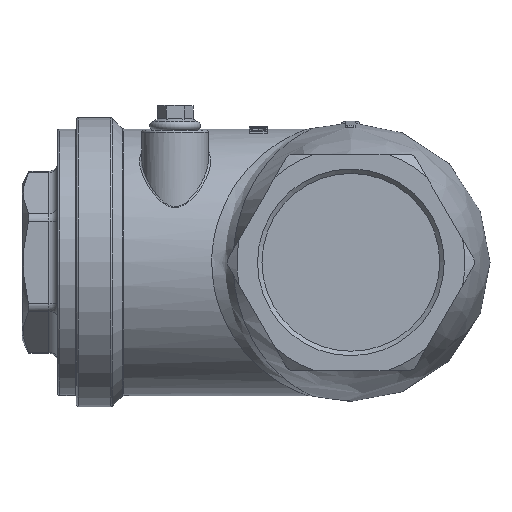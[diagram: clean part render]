
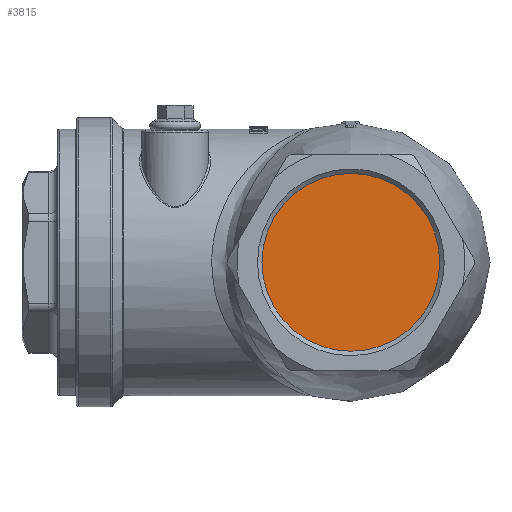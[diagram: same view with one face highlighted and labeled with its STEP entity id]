
A CAD part, left-side view. The second image highlights one B-rep face of the part: STEP entity #3815.
In plain terms, the highlighted planar face has unit normal (-1, 0, 0).
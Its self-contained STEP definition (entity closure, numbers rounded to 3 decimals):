
#256=PLANE('',#4223);
#481=FACE_OUTER_BOUND('',#710,.T.);
#710=EDGE_LOOP('',(#3268));
#853=CIRCLE('',#4180,20.);
#1706=VERTEX_POINT('',#7940);
#2204=EDGE_CURVE('',#1706,#1706,#853,.T.);
#3268=ORIENTED_EDGE('',*,*,#2204,.T.);
#3815=ADVANCED_FACE('',(#481),#256,.T.);
#4180=AXIS2_PLACEMENT_3D('',#7942,#4961,#4962);
#4223=AXIS2_PLACEMENT_3D('',#8031,#5057,#5058);
#4961=DIRECTION('center_axis',(-1.,0.,0.));
#4962=DIRECTION('ref_axis',(0.,0.,1.));
#5057=DIRECTION('center_axis',(-1.,0.,0.));
#5058=DIRECTION('ref_axis',(0.,0.,1.));
#7940=CARTESIAN_POINT('',(-47.5,0.,-20.));
#7942=CARTESIAN_POINT('Origin',(-47.5,0.,0.));
#8031=CARTESIAN_POINT('Origin',(-47.5,-21.5,0.));
